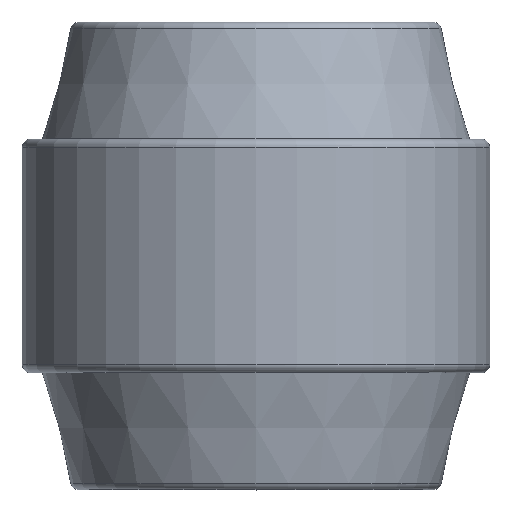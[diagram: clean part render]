
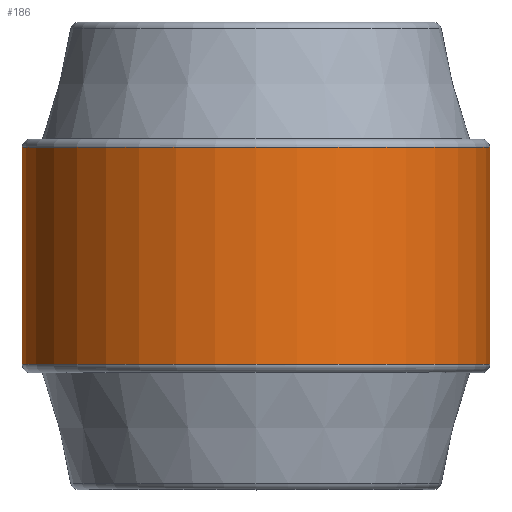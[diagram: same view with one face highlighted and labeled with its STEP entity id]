
A CAD part, top view. The second image highlights one B-rep face of the part: STEP entity #186.
In plain terms, the highlighted cylindrical face has radius 22.225 mm (diameter 44.45 mm), a full revolution.
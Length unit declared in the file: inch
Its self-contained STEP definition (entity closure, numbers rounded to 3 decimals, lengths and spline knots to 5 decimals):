
#25=CYLINDRICAL_SURFACE('',#216,0.875);
#34=FACE_BOUND('',#77,.T.);
#51=FACE_OUTER_BOUND('',#76,.T.);
#76=EDGE_LOOP('',(#156));
#77=EDGE_LOOP('',(#157));
#100=CIRCLE('',#215,0.875);
#101=CIRCLE('',#217,0.875);
#116=VERTEX_POINT('',#327);
#117=VERTEX_POINT('',#330);
#132=EDGE_CURVE('',#116,#116,#100,.T.);
#133=EDGE_CURVE('',#117,#117,#101,.T.);
#156=ORIENTED_EDGE('',*,*,#133,.F.);
#157=ORIENTED_EDGE('',*,*,#132,.F.);
#186=ADVANCED_FACE('',(#51,#34),#25,.T.);
#215=AXIS2_PLACEMENT_3D('',#328,#270,#271);
#216=AXIS2_PLACEMENT_3D('',#329,#272,#273);
#217=AXIS2_PLACEMENT_3D('',#331,#274,#275);
#270=DIRECTION('center_axis',(0.,1.,0.));
#271=DIRECTION('ref_axis',(0.,0.,-1.));
#272=DIRECTION('center_axis',(0.,1.,0.));
#273=DIRECTION('ref_axis',(1.,0.,0.));
#274=DIRECTION('center_axis',(0.,-1.,0.));
#275=DIRECTION('ref_axis',(0.,0.,-1.));
#327=CARTESIAN_POINT('',(0.,0.40625,0.875));
#328=CARTESIAN_POINT('Origin',(0.,0.40625,0.));
#329=CARTESIAN_POINT('Origin',(0.,0.,0.));
#330=CARTESIAN_POINT('',(0.,-0.40625,0.875));
#331=CARTESIAN_POINT('Origin',(0.,-0.40625,0.));
